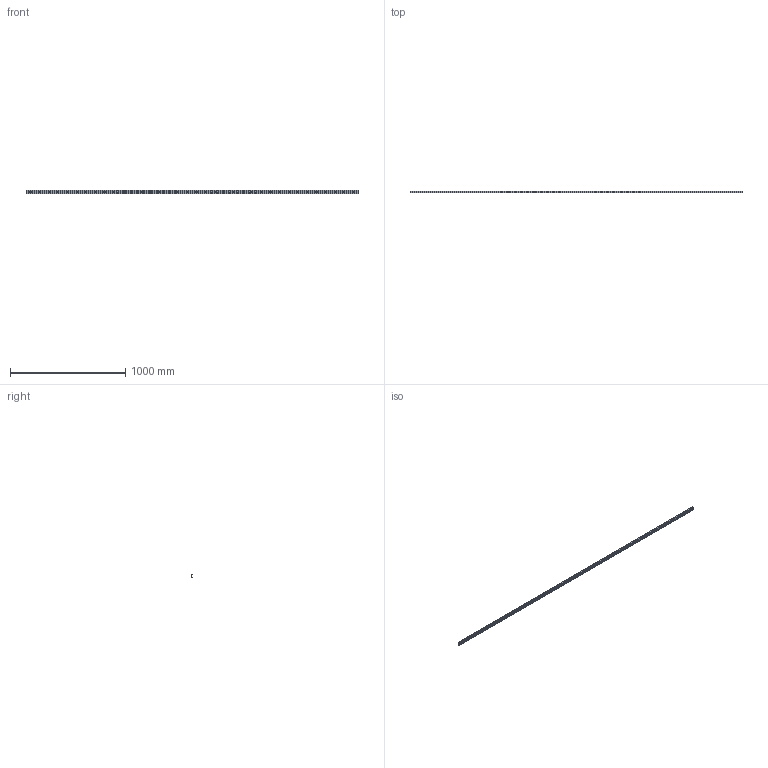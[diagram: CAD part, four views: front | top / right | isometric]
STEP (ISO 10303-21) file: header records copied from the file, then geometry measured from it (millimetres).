
FILE_DESCRIPTION((''),'2;1');
FILE_NAME('LCX 28H-2880.V.stp','2016-04-28T13:40:59',('MRathmann'),(''),'Autodesk Inventor 2012','Autodesk Inventor 2012','');
FILE_SCHEMA(('CONFIG_CONTROL_DESIGN'));
Length unit declared in the file: millimetre
Products named in the file (1): LCX 28H-2880.V
Bounding box: 2880 x 12.3 x 28 mm (x, y, z)
Volume: 468025.5 mm3; surface area: 277483.3 mm2
Topology: 1 solids, 1 shells, 96 faces, 246 edges, 152 vertices
Faces by surface type: cylinder 47, cone 36, plane 13
Full cylindrical faces by diameter (mm): 5.5 x36
Entity records: 2742 total; most frequent: DIRECTION 498, CARTESIAN_POINT 423, ORIENTED_EDGE 348, EDGE_LOOP 240, AXIS2_PLACEMENT_3D 227, EDGE_CURVE 174, VERTEX_POINT 152, FACE_BOUND 144
